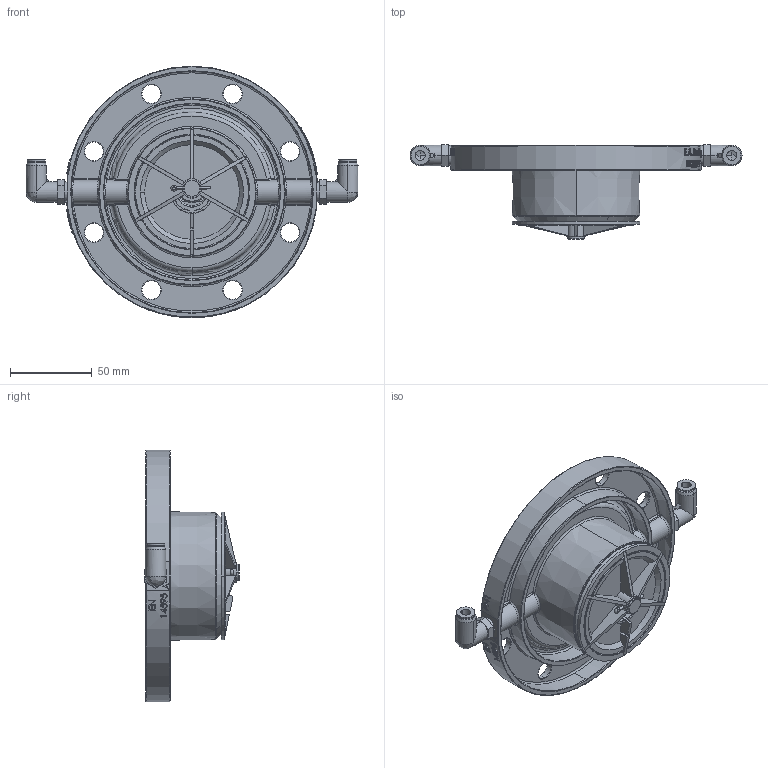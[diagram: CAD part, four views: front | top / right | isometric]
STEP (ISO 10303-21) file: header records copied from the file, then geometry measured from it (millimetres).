
FILE_DESCRIPTION (( 'STEP AP214' ), '1' );
FILE_NAME ('DO702-F_251621.STEP', '2012-08-23T12:32:24', ( 'Admin2' ), ( '' ), 'SwSTEP 2.0', 'SolidWorks 2010', '' );
FILE_SCHEMA (( 'AUTOMOTIVE_DESIGN' ));
Length unit declared in the file: millimetre
Products named in the file (1): DO702-F_251621
Bounding box: 203.3 x 57.7 x 154 mm (x, y, z)
Surface area: 90356.6 mm2 (no closed solid volume)
Topology: 0 solids, 10 shells, 850 faces, 2492 edges, 1572 vertices
Faces by surface type: plane 249, cylinder 199, bspline 198, torus 122, cone 47, sphere 35
Entity records: 48521 total; most frequent: CARTESIAN_POINT 18566, ORIENTED_EDGE 4331, DIRECTION 3983, EDGE_CURVE 2456, VERTEX_POINT 1571, AXIS2_PLACEMENT_3D 1568, EDGE_LOOP 937, CIRCLE 915
